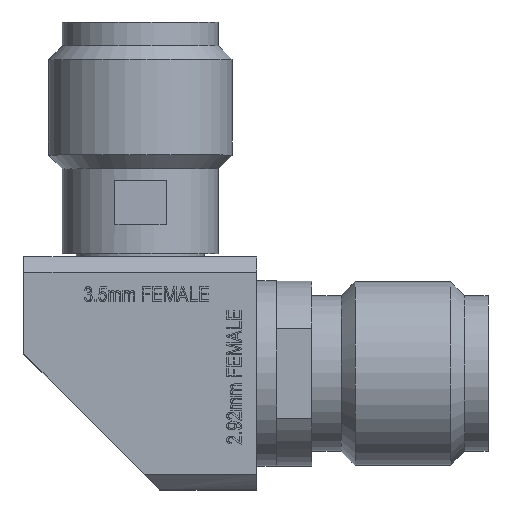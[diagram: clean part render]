
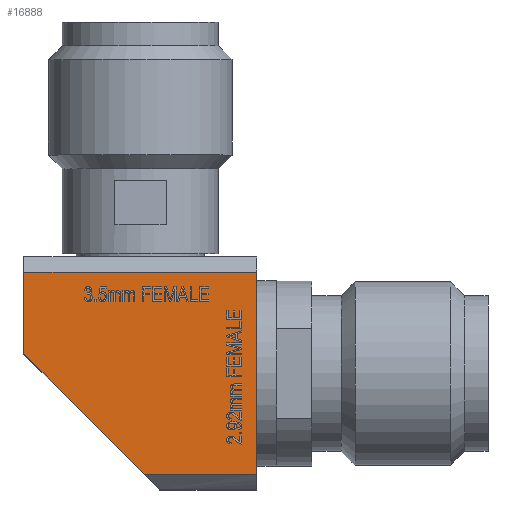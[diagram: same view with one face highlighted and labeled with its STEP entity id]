
A CAD part, top view. The second image highlights one B-rep face of the part: STEP entity #16888.
In plain terms, the highlighted planar face has unit normal (0, 0, 1).
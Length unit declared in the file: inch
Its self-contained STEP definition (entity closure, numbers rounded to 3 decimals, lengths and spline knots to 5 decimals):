
#195 = PLANE ( 'NONE',  #4177 ) ;
#705 = DIRECTION ( 'NONE',  ( 0.707, -0.707, 0. ) ) ;
#992 = CARTESIAN_POINT ( 'NONE',  ( -0.33858, 0.02598, 0.15591 ) ) ;
#1194 = VECTOR ( 'NONE', #10918, 39.37008 ) ;
#1959 = LINE ( 'NONE', #8513, #12258 ) ;
#2038 = CARTESIAN_POINT ( 'NONE',  ( -0.33858, 0.02598, 0.15591 ) ) ;
#2166 = CARTESIAN_POINT ( 'NONE',  ( -0.02677, -0.13553, 0.15591 ) ) ;
#2581 = LINE ( 'NONE', #2166, #5550 ) ;
#2676 = LINE ( 'NONE', #10830, #1194 ) ;
#3027 = EDGE_CURVE ( 'NONE', #5823, #16709, #2676, .T. ) ;
#3181 = ORIENTED_EDGE ( 'NONE', *, *, #11650, .T. ) ;
#3581 = EDGE_CURVE ( 'NONE', #16709, #15838, #11661, .T. ) ;
#4177 = AXIS2_PLACEMENT_3D ( 'NONE', #16272, #10635, #9655 ) ;
#4575 = VERTEX_POINT ( 'NONE', #15098 ) ;
#5550 = VECTOR ( 'NONE', #11959, 39.37008 ) ;
#5552 = CARTESIAN_POINT ( 'NONE',  ( -0.33858, 0.13553, 0.15591 ) ) ;
#5823 = VERTEX_POINT ( 'NONE', #13512 ) ;
#6155 = VECTOR ( 'NONE', #705, 39.37008 ) ;
#8513 = CARTESIAN_POINT ( 'NONE',  ( -0.17707, -0.13553, 0.15591 ) ) ;
#8597 = ORIENTED_EDGE ( 'NONE', *, *, #14957, .T. ) ;
#9110 = CARTESIAN_POINT ( 'NONE',  ( -0.02677, 0.13553, 0.15591 ) ) ;
#9323 = ORIENTED_EDGE ( 'NONE', *, *, #3581, .T. ) ;
#9655 = DIRECTION ( 'NONE',  ( 1., 0., 0. ) ) ;
#10017 = EDGE_CURVE ( 'NONE', #5823, #12085, #12035, .T. ) ;
#10635 = DIRECTION ( 'NONE',  ( 0., 0., 1. ) ) ;
#10830 = CARTESIAN_POINT ( 'NONE',  ( -0.33858, 0.13553, 0.15591 ) ) ;
#10918 = DIRECTION ( 'NONE',  ( 0., -1., 0. ) ) ;
#11310 = EDGE_LOOP ( 'NONE', ( #3181, #13774, #14715, #9323, #8597 ) ) ;
#11650 = EDGE_CURVE ( 'NONE', #4575, #12085, #2581, .T. ) ;
#11661 = LINE ( 'NONE', #2038, #6155 ) ;
#11959 = DIRECTION ( 'NONE',  ( 0., 1., 0. ) ) ;
#12035 = LINE ( 'NONE', #5552, #13646 ) ;
#12085 = VERTEX_POINT ( 'NONE', #9110 ) ;
#12131 = FACE_OUTER_BOUND ( 'NONE', #11310, .T. ) ;
#12258 = VECTOR ( 'NONE', #16527, 39.37008 ) ;
#12462 = CARTESIAN_POINT ( 'NONE',  ( -0.17707, -0.13553, 0.15591 ) ) ;
#13512 = CARTESIAN_POINT ( 'NONE',  ( -0.33858, 0.13553, 0.15591 ) ) ;
#13646 = VECTOR ( 'NONE', #16269, 39.37008 ) ;
#13774 = ORIENTED_EDGE ( 'NONE', *, *, #10017, .F. ) ;
#14715 = ORIENTED_EDGE ( 'NONE', *, *, #3027, .T. ) ;
#14957 = EDGE_CURVE ( 'NONE', #15838, #4575, #1959, .T. ) ;
#15098 = CARTESIAN_POINT ( 'NONE',  ( -0.02677, -0.13553, 0.15591 ) ) ;
#15838 = VERTEX_POINT ( 'NONE', #12462 ) ;
#16269 = DIRECTION ( 'NONE',  ( 1., 0., 0. ) ) ;
#16272 = CARTESIAN_POINT ( 'NONE',  ( 0., 0., 0.15591 ) ) ;
#16527 = DIRECTION ( 'NONE',  ( 1., 0., 0. ) ) ;
#16709 = VERTEX_POINT ( 'NONE', #992 ) ;
#16888 = ADVANCED_FACE ( 'NONE', ( #12131 ), #195, .T. ) ;
